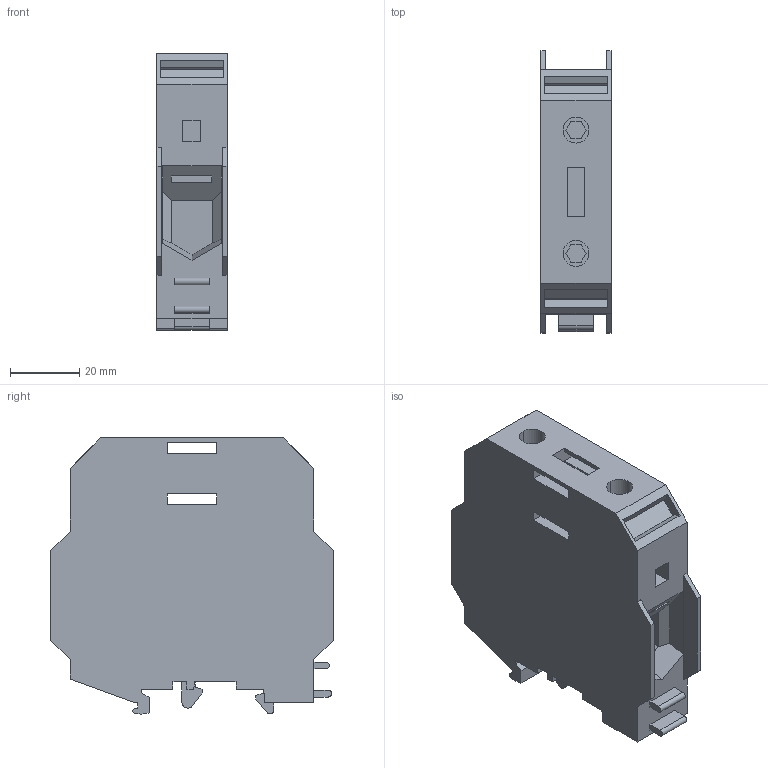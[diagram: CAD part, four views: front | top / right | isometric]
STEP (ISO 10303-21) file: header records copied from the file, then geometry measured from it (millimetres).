
FILE_DESCRIPTION(('Creo Elements/Direct Modeling STEP Export'),'2;1');
FILE_NAME('model.stp','2018-03-14T15:28:58',(''),(''),'Creo Elements/Direct Modeling STEP processor for AP214 (Solid Model)','Creo Elements/Direct Modeling 18.1I 14-Aug-2016 (C) Parametric Technology GmbH','');
FILE_SCHEMA(('AUTOMOTIVE_DESIGN { 1 0 10303 214 1 1 1 1 }'));
Length unit declared in the file: millimetre
Products named in the file (2): UKH_70_1500V-select
Assembly tree (1 placements, depth 2):
  UKH_70_1500V-select
    UKH_70_1500V-select
Bounding box: 20.3 x 81.4 x 79.7 mm (x, y, z)
Volume: 86261 mm3; surface area: 24731.4 mm2
Topology: 1 solids, 1 shells, 174 faces, 475 edges, 314 vertices
Faces by surface type: plane 163, cylinder 11
Entity records: 6647 total; most frequent: ORIENTED_EDGE 950, CARTESIAN_POINT 919, DIRECTION 784, EDGE_CURVE 475, VECTOR 426, LINE 426, VERTEX_POINT 314, EDGE_LOOP 193
